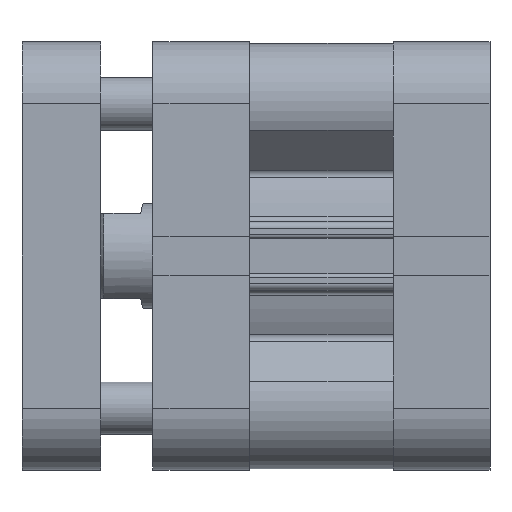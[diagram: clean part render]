
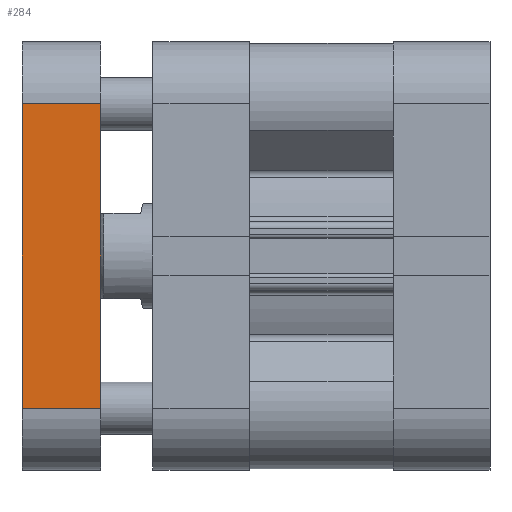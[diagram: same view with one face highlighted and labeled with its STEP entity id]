
A CAD part, front view. The second image highlights one B-rep face of the part: STEP entity #284.
In plain terms, the highlighted planar face has unit normal (0, -1, 0).
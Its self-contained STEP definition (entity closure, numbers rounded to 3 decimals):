
#284 = ADVANCED_FACE ( 'NONE', ( #3313 ), #9921, .F. ) ;
#521 = VERTEX_POINT ( 'NONE', #6246 ) ;
#547 = VERTEX_POINT ( 'NONE', #6272 ) ;
#556 = VERTEX_POINT ( 'NONE', #6281 ) ;
#570 = VERTEX_POINT ( 'NONE', #6295 ) ;
#1300 = ORIENTED_EDGE ( 'NONE', *, *, #9420, .T. ) ;
#1301 = ORIENTED_EDGE ( 'NONE', *, *, #9424, .T. ) ;
#1302 = ORIENTED_EDGE ( 'NONE', *, *, #9402, .T. ) ;
#1303 = ORIENTED_EDGE ( 'NONE', *, *, #9430, .T. ) ;
#1441 = EDGE_LOOP ( 'NONE', ( #1300, #1301, #1302, #1303 ) ) ;
#3313 = FACE_OUTER_BOUND ( 'NONE', #1441, .T. ) ;
#4015 = AXIS2_PLACEMENT_3D ( 'NONE', #10267, #10277, #10378 ) ;
#5639 = CARTESIAN_POINT ( 'NONE',  ( -15.821, -32.75, 0. ) ) ;
#5649 = DIRECTION ( 'NONE',  ( 0., 0., 1. ) ) ;
#5698 = CARTESIAN_POINT ( 'NONE',  ( -27.821, -32.75, 0. ) ) ;
#5699 = DIRECTION ( 'NONE',  ( 0., 0., -1. ) ) ;
#5706 = CARTESIAN_POINT ( 'NONE',  ( -15.821, -32.75, -23.25 ) ) ;
#5707 = DIRECTION ( 'NONE',  ( 1., 0., 0. ) ) ;
#5718 = CARTESIAN_POINT ( 'NONE',  ( 30.495, -32.75, 23.25 ) ) ;
#5719 = DIRECTION ( 'NONE',  ( -1., 0., 0. ) ) ;
#6050 = VECTOR ( 'NONE', #5649, 1000. ) ;
#6064 = LINE ( 'NONE', #5698, #6070 ) ;
#6070 = VECTOR ( 'NONE', #5699, 1000. ) ;
#6077 = VECTOR ( 'NONE', #5719, 1000. ) ;
#6081 = LINE ( 'NONE', #5718, #6077 ) ;
#6082 = LINE ( 'NONE', #5706, #6083 ) ;
#6083 = VECTOR ( 'NONE', #5707, 1000. ) ;
#6246 = CARTESIAN_POINT ( 'NONE',  ( -15.821, -32.75, 23.25 ) ) ;
#6272 = CARTESIAN_POINT ( 'NONE',  ( -27.821, -32.75, 23.25 ) ) ;
#6281 = CARTESIAN_POINT ( 'NONE',  ( -15.821, -32.75, -23.25 ) ) ;
#6295 = CARTESIAN_POINT ( 'NONE',  ( -27.821, -32.75, -23.25 ) ) ;
#8567 = LINE ( 'NONE', #5639, #6050 ) ;
#9402 = EDGE_CURVE ( 'NONE', #556, #521, #8567, .T. ) ;
#9420 = EDGE_CURVE ( 'NONE', #547, #570, #6064, .T. ) ;
#9424 = EDGE_CURVE ( 'NONE', #570, #556, #6082, .T. ) ;
#9430 = EDGE_CURVE ( 'NONE', #521, #547, #6081, .T. ) ;
#9921 = PLANE ( 'NONE',  #4015 ) ;
#10267 = CARTESIAN_POINT ( 'NONE',  ( 30.495, -32.75, 0. ) ) ;
#10277 = DIRECTION ( 'NONE',  ( 0., 1., 0. ) ) ;
#10378 = DIRECTION ( 'NONE',  ( 0., 0., 1. ) ) ;
